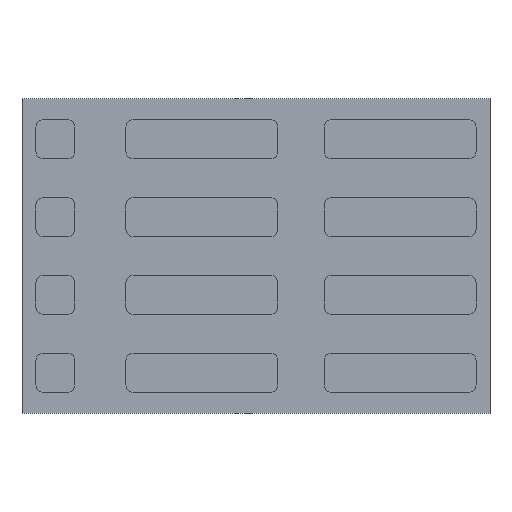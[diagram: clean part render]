
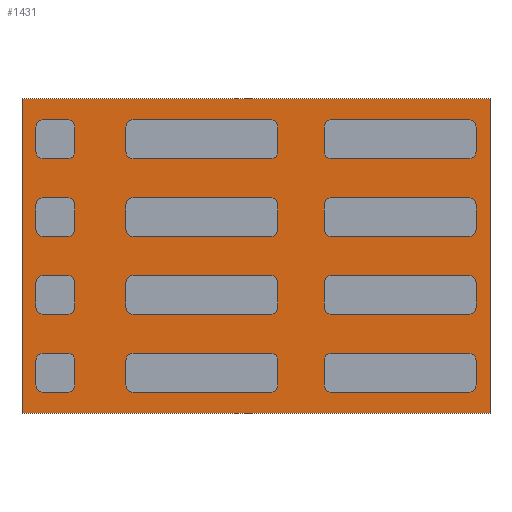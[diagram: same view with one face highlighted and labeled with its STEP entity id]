
A CAD part, front view. The second image highlights one B-rep face of the part: STEP entity #1431.
In plain terms, the highlighted planar face has unit normal (0, -1, 0).
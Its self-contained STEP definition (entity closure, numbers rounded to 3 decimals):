
#16 = PLANE ( 'NONE',  #650 ) ;
#99 = ORIENTED_EDGE ( 'NONE', *, *, #1486, .F. ) ;
#215 = VERTEX_POINT ( 'NONE', #527 ) ;
#527 = CARTESIAN_POINT ( 'NONE',  ( 1.925, 0.132, -1.295 ) ) ;
#595 = DIRECTION ( 'NONE',  ( 0., 0., -1. ) ) ;
#650 = AXIS2_PLACEMENT_3D ( 'NONE', #2839, #4201, #1294 ) ;
#678 = VERTEX_POINT ( 'NONE', #3971 ) ;
#1000 = ORIENTED_EDGE ( 'NONE', *, *, #1172, .F. ) ;
#1054 = DIRECTION ( 'NONE',  ( 1., 0., 0. ) ) ;
#1148 = CARTESIAN_POINT ( 'NONE',  ( -1.925, 0.132, 1.295 ) ) ;
#1164 = EDGE_LOOP ( 'NONE', ( #1000, #99, #2070, #2490 ) ) ;
#1172 = EDGE_CURVE ( 'NONE', #678, #215, #2522, .T. ) ;
#1294 = DIRECTION ( 'NONE',  ( 0., 0., -1. ) ) ;
#1378 = VECTOR ( 'NONE', #3860, 1000. ) ;
#1431 = ADVANCED_FACE ( 'NONE', ( #2585 ), #16, .T. ) ;
#1486 = EDGE_CURVE ( 'NONE', #2225, #678, #4001, .T. ) ;
#1602 = DIRECTION ( 'NONE',  ( -1., 0., 0. ) ) ;
#1661 = CARTESIAN_POINT ( 'NONE',  ( -1.925, 0.132, -1.295 ) ) ;
#1985 = LINE ( 'NONE', #3519, #1378 ) ;
#2070 = ORIENTED_EDGE ( 'NONE', *, *, #2073, .F. ) ;
#2073 = EDGE_CURVE ( 'NONE', #2112, #2225, #1985, .T. ) ;
#2112 = VERTEX_POINT ( 'NONE', #1661 ) ;
#2203 = VECTOR ( 'NONE', #595, 1000. ) ;
#2225 = VERTEX_POINT ( 'NONE', #1148 ) ;
#2490 = ORIENTED_EDGE ( 'NONE', *, *, #3576, .F. ) ;
#2522 = LINE ( 'NONE', #3817, #2203 ) ;
#2585 = FACE_OUTER_BOUND ( 'NONE', #1164, .T. ) ;
#2746 = VECTOR ( 'NONE', #1054, 1000. ) ;
#2839 = CARTESIAN_POINT ( 'NONE',  ( 0., 0.132, 0. ) ) ;
#3352 = CARTESIAN_POINT ( 'NONE',  ( -1.925, 0.132, 1.295 ) ) ;
#3519 = CARTESIAN_POINT ( 'NONE',  ( -1.925, 0.132, 1.295 ) ) ;
#3576 = EDGE_CURVE ( 'NONE', #215, #2112, #3821, .T. ) ;
#3775 = CARTESIAN_POINT ( 'NONE',  ( -1.925, 0.132, -1.295 ) ) ;
#3817 = CARTESIAN_POINT ( 'NONE',  ( 1.925, 0.132, 1.295 ) ) ;
#3821 = LINE ( 'NONE', #3775, #4151 ) ;
#3860 = DIRECTION ( 'NONE',  ( 0., 0., 1. ) ) ;
#3971 = CARTESIAN_POINT ( 'NONE',  ( 1.925, 0.132, 1.295 ) ) ;
#4001 = LINE ( 'NONE', #3352, #2746 ) ;
#4151 = VECTOR ( 'NONE', #1602, 1000. ) ;
#4201 = DIRECTION ( 'NONE',  ( 0., -1., 0. ) ) ;
